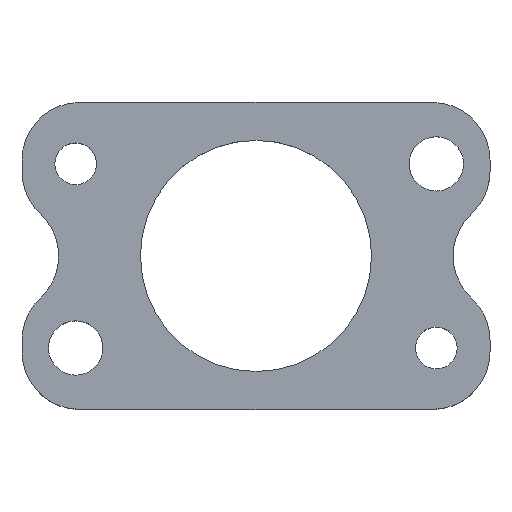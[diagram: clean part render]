
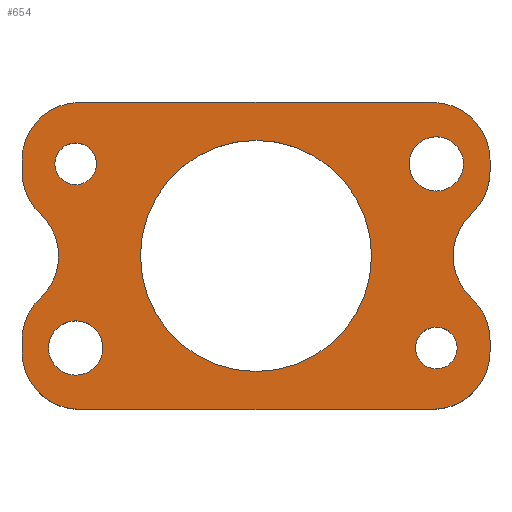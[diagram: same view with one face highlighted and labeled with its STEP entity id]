
A CAD part, top view. The second image highlights one B-rep face of the part: STEP entity #654.
In plain terms, the highlighted planar face has unit normal (0, 0, 1).
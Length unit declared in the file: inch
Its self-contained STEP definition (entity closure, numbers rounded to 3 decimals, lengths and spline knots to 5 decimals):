
#22=FACE_BOUND('',#141,.T.);
#23=FACE_BOUND('',#142,.T.);
#24=FACE_BOUND('',#143,.T.);
#25=FACE_BOUND('',#144,.T.);
#26=FACE_BOUND('',#145,.T.);
#28=CIRCLE('',#700,0.1875);
#31=CIRCLE('',#704,0.1875);
#46=CIRCLE('',#721,0.1875);
#47=CIRCLE('',#724,0.1875);
#48=CIRCLE('',#727,0.1875);
#49=CIRCLE('',#730,0.188);
#50=CIRCLE('',#732,0.1875);
#51=CIRCLE('',#733,0.1875);
#52=CIRCLE('',#734,0.1875);
#53=CIRCLE('',#735,0.1875);
#54=CIRCLE('',#736,0.3765);
#55=CIRCLE('',#737,0.068);
#56=CIRCLE('',#738,0.0885);
#57=CIRCLE('',#739,0.0885);
#58=CIRCLE('',#740,0.068);
#98=FACE_OUTER_BOUND('',#140,.T.);
#140=EDGE_LOOP('',(#537,#538,#539,#540,#541,#542,#543,#544,#545,#546,#547,
#548,#549,#550,#551,#552));
#141=EDGE_LOOP('',(#553));
#142=EDGE_LOOP('',(#554));
#143=EDGE_LOOP('',(#555));
#144=EDGE_LOOP('',(#556));
#145=EDGE_LOOP('',(#557));
#196=LINE('',#1069,#254);
#200=LINE('',#1079,#258);
#203=LINE('',#1088,#261);
#205=LINE('',#1096,#263);
#206=LINE('',#1101,#264);
#207=LINE('',#1104,#265);
#254=VECTOR('',#863,0.3937);
#258=VECTOR('',#873,0.3937);
#261=VECTOR('',#882,0.3937);
#263=VECTOR('',#892,0.3937);
#264=VECTOR('',#897,0.3937);
#265=VECTOR('',#900,0.3937);
#293=VERTEX_POINT('',#1008);
#294=VERTEX_POINT('',#1009);
#298=VERTEX_POINT('',#1019);
#318=VERTEX_POINT('',#1063);
#319=VERTEX_POINT('',#1067);
#320=VERTEX_POINT('',#1071);
#321=VERTEX_POINT('',#1073);
#322=VERTEX_POINT('',#1077);
#323=VERTEX_POINT('',#1081);
#324=VERTEX_POINT('',#1082);
#325=VERTEX_POINT('',#1087);
#326=VERTEX_POINT('',#1093);
#327=VERTEX_POINT('',#1095);
#328=VERTEX_POINT('',#1098);
#329=VERTEX_POINT('',#1100);
#330=VERTEX_POINT('',#1102);
#331=VERTEX_POINT('',#1105);
#332=VERTEX_POINT('',#1107);
#333=VERTEX_POINT('',#1109);
#334=VERTEX_POINT('',#1111);
#335=VERTEX_POINT('',#1113);
#363=EDGE_CURVE('',#293,#294,#28,.T.);
#369=EDGE_CURVE('',#293,#298,#31,.T.);
#391=EDGE_CURVE('',#318,#298,#46,.T.);
#393=EDGE_CURVE('',#318,#319,#196,.T.);
#395=EDGE_CURVE('',#320,#321,#47,.T.);
#398=EDGE_CURVE('',#320,#322,#200,.T.);
#399=EDGE_CURVE('',#323,#324,#48,.T.);
#402=EDGE_CURVE('',#325,#324,#203,.T.);
#404=EDGE_CURVE('',#323,#321,#49,.T.);
#405=EDGE_CURVE('',#326,#319,#50,.T.);
#406=EDGE_CURVE('',#326,#327,#205,.T.);
#407=EDGE_CURVE('',#325,#327,#51,.T.);
#408=EDGE_CURVE('',#328,#322,#52,.T.);
#409=EDGE_CURVE('',#328,#329,#206,.T.);
#410=EDGE_CURVE('',#330,#329,#53,.T.);
#411=EDGE_CURVE('',#330,#294,#207,.T.);
#412=EDGE_CURVE('',#331,#331,#54,.T.);
#413=EDGE_CURVE('',#332,#332,#55,.T.);
#414=EDGE_CURVE('',#333,#333,#56,.T.);
#415=EDGE_CURVE('',#334,#334,#57,.T.);
#416=EDGE_CURVE('',#335,#335,#58,.T.);
#537=ORIENTED_EDGE('',*,*,#363,.F.);
#538=ORIENTED_EDGE('',*,*,#369,.T.);
#539=ORIENTED_EDGE('',*,*,#391,.F.);
#540=ORIENTED_EDGE('',*,*,#393,.T.);
#541=ORIENTED_EDGE('',*,*,#405,.F.);
#542=ORIENTED_EDGE('',*,*,#406,.T.);
#543=ORIENTED_EDGE('',*,*,#407,.F.);
#544=ORIENTED_EDGE('',*,*,#402,.T.);
#545=ORIENTED_EDGE('',*,*,#399,.F.);
#546=ORIENTED_EDGE('',*,*,#404,.T.);
#547=ORIENTED_EDGE('',*,*,#395,.F.);
#548=ORIENTED_EDGE('',*,*,#398,.T.);
#549=ORIENTED_EDGE('',*,*,#408,.F.);
#550=ORIENTED_EDGE('',*,*,#409,.T.);
#551=ORIENTED_EDGE('',*,*,#410,.F.);
#552=ORIENTED_EDGE('',*,*,#411,.T.);
#553=ORIENTED_EDGE('',*,*,#412,.T.);
#554=ORIENTED_EDGE('',*,*,#413,.T.);
#555=ORIENTED_EDGE('',*,*,#414,.T.);
#556=ORIENTED_EDGE('',*,*,#415,.T.);
#557=ORIENTED_EDGE('',*,*,#416,.T.);
#629=PLANE('',#731);
#654=ADVANCED_FACE('',(#98,#22,#23,#24,#25,#26),#629,.T.);
#700=AXIS2_PLACEMENT_3D('',#1010,#806,#807);
#704=AXIS2_PLACEMENT_3D('',#1021,#817,#818);
#721=AXIS2_PLACEMENT_3D('',#1065,#858,#859);
#724=AXIS2_PLACEMENT_3D('',#1074,#867,#868);
#727=AXIS2_PLACEMENT_3D('',#1083,#876,#877);
#730=AXIS2_PLACEMENT_3D('',#1091,#886,#887);
#731=AXIS2_PLACEMENT_3D('',#1092,#888,#889);
#732=AXIS2_PLACEMENT_3D('',#1094,#890,#891);
#733=AXIS2_PLACEMENT_3D('',#1097,#893,#894);
#734=AXIS2_PLACEMENT_3D('',#1099,#895,#896);
#735=AXIS2_PLACEMENT_3D('',#1103,#898,#899);
#736=AXIS2_PLACEMENT_3D('',#1106,#901,#902);
#737=AXIS2_PLACEMENT_3D('',#1108,#903,#904);
#738=AXIS2_PLACEMENT_3D('',#1110,#905,#906);
#739=AXIS2_PLACEMENT_3D('',#1112,#907,#908);
#740=AXIS2_PLACEMENT_3D('',#1114,#909,#910);
#806=DIRECTION('center_axis',(0.,0.,-1.));
#807=DIRECTION('ref_axis',(0.916,0.4,0.));
#817=DIRECTION('center_axis',(0.,0.,-1.));
#818=DIRECTION('ref_axis',(-0.359,-0.933,0.));
#858=DIRECTION('center_axis',(0.,0.,-1.));
#859=DIRECTION('ref_axis',(0.916,-0.4,0.));
#863=DIRECTION('',(0.,1.,0.));
#867=DIRECTION('center_axis',(0.,0.,-1.));
#868=DIRECTION('ref_axis',(-0.917,0.399,0.));
#873=DIRECTION('',(0.,-1.,0.));
#876=DIRECTION('center_axis',(0.,0.,-1.));
#877=DIRECTION('ref_axis',(-0.917,-0.399,0.));
#882=DIRECTION('',(0.,-1.,0.));
#886=DIRECTION('center_axis',(0.,0.,-1.));
#887=DIRECTION('ref_axis',(0.365,0.931,0.));
#888=DIRECTION('center_axis',(0.,0.,1.));
#889=DIRECTION('ref_axis',(1.,0.,0.));
#890=DIRECTION('center_axis',(0.,0.,-1.));
#891=DIRECTION('ref_axis',(0.707,0.707,0.));
#892=DIRECTION('',(-1.,0.,0.));
#893=DIRECTION('center_axis',(0.,0.,-1.));
#894=DIRECTION('ref_axis',(-0.707,0.707,0.));
#895=DIRECTION('center_axis',(0.,0.,-1.));
#896=DIRECTION('ref_axis',(-0.707,-0.707,0.));
#897=DIRECTION('',(1.,0.,0.));
#898=DIRECTION('center_axis',(0.,0.,-1.));
#899=DIRECTION('ref_axis',(0.707,-0.707,0.));
#900=DIRECTION('',(0.,1.,0.));
#901=DIRECTION('center_axis',(0.,0.,-1.));
#902=DIRECTION('ref_axis',(-1.,0.,0.));
#903=DIRECTION('center_axis',(0.,0.,-1.));
#904=DIRECTION('ref_axis',(-1.,0.,0.));
#905=DIRECTION('center_axis',(0.,0.,-1.));
#906=DIRECTION('ref_axis',(-1.,0.,0.));
#907=DIRECTION('center_axis',(0.,0.,-1.));
#908=DIRECTION('ref_axis',(-1.,0.,0.));
#909=DIRECTION('center_axis',(0.,0.,-1.));
#910=DIRECTION('ref_axis',(-1.,0.,0.));
#1008=CARTESIAN_POINT('',(-8.53509,0.86244,0.25));
#1009=CARTESIAN_POINT('',(-8.475,0.72487,0.25));
#1010=CARTESIAN_POINT('Origin',(-8.6625,0.72487,0.25));
#1019=CARTESIAN_POINT('',(-8.53509,1.13756,0.25));
#1021=CARTESIAN_POINT('Origin',(-8.40769,1.,0.25));
#1063=CARTESIAN_POINT('',(-8.475,1.27513,0.25));
#1065=CARTESIAN_POINT('Origin',(-8.6625,1.27513,0.25));
#1067=CARTESIAN_POINT('',(-8.475,1.3125,0.25));
#1069=CARTESIAN_POINT('',(-8.475,0.5,0.25));
#1071=CARTESIAN_POINT('',(-10.,0.72547,0.25));
#1073=CARTESIAN_POINT('',(-9.94043,0.86255,0.25));
#1074=CARTESIAN_POINT('Origin',(-9.8125,0.72547,0.25));
#1077=CARTESIAN_POINT('',(-10.,0.6875,0.25));
#1079=CARTESIAN_POINT('',(-10.,1.5,0.25));
#1081=CARTESIAN_POINT('',(-9.94043,1.13745,0.25));
#1082=CARTESIAN_POINT('',(-10.,1.27453,0.25));
#1083=CARTESIAN_POINT('Origin',(-9.8125,1.27453,0.25));
#1087=CARTESIAN_POINT('',(-10.,1.3125,0.25));
#1088=CARTESIAN_POINT('',(-10.,1.5,0.25));
#1091=CARTESIAN_POINT('Origin',(-10.06869,1.,0.25));
#1092=CARTESIAN_POINT('Origin',(-9.2375,1.,0.25));
#1093=CARTESIAN_POINT('',(-8.6625,1.5,0.25));
#1094=CARTESIAN_POINT('Origin',(-8.6625,1.3125,0.25));
#1095=CARTESIAN_POINT('',(-9.8125,1.5,0.25));
#1096=CARTESIAN_POINT('',(-8.475,1.5,0.25));
#1097=CARTESIAN_POINT('Origin',(-9.8125,1.3125,0.25));
#1098=CARTESIAN_POINT('',(-9.8125,0.5,0.25));
#1099=CARTESIAN_POINT('Origin',(-9.8125,0.6875,0.25));
#1100=CARTESIAN_POINT('',(-8.6625,0.5,0.25));
#1101=CARTESIAN_POINT('',(-10.,0.5,0.25));
#1102=CARTESIAN_POINT('',(-8.475,0.6875,0.25));
#1103=CARTESIAN_POINT('Origin',(-8.6625,0.6875,0.25));
#1104=CARTESIAN_POINT('',(-8.475,0.5,0.25));
#1105=CARTESIAN_POINT('',(-8.861,1.,0.25));
#1106=CARTESIAN_POINT('Origin',(-9.2375,1.,0.25));
#1107=CARTESIAN_POINT('',(-9.757,1.3,0.25));
#1108=CARTESIAN_POINT('Origin',(-9.825,1.3,0.25));
#1109=CARTESIAN_POINT('',(-8.5615,1.3,0.25));
#1110=CARTESIAN_POINT('Origin',(-8.65,1.3,0.25));
#1111=CARTESIAN_POINT('',(-9.7365,0.7,0.25));
#1112=CARTESIAN_POINT('Origin',(-9.825,0.7,0.25));
#1113=CARTESIAN_POINT('',(-8.582,0.7,0.25));
#1114=CARTESIAN_POINT('Origin',(-8.65,0.7,0.25));
